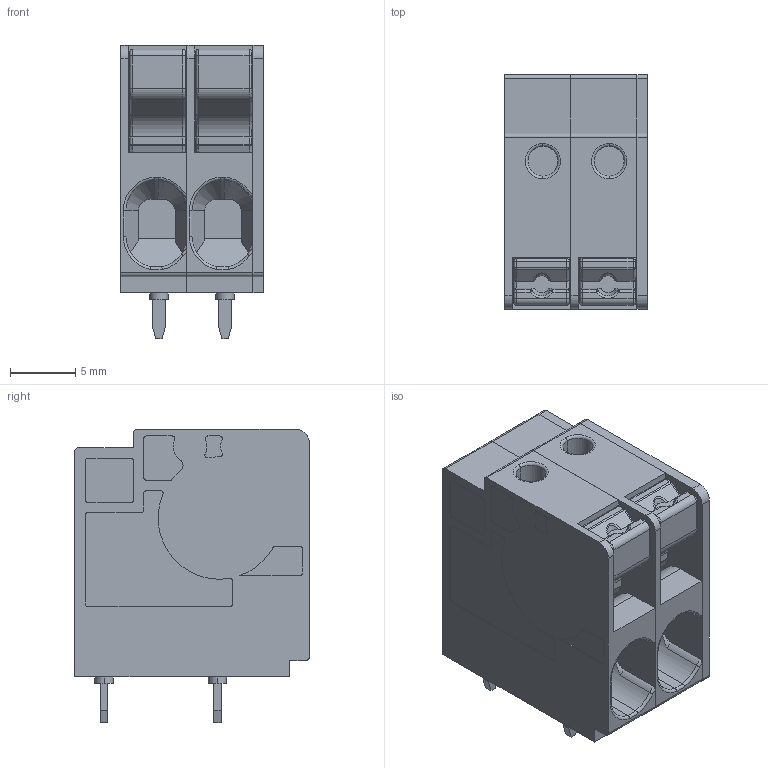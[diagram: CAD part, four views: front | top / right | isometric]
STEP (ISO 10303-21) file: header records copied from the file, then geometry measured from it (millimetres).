
FILE_DESCRIPTION(('Creo Elements/Direct Modeling STEP Export'),'2;1');
FILE_NAME('model.stp','2018-04-20T13:47:34',(''),(''),'Creo Elements/Direct Modeling STEP processor for AP214 (Solid Model)','Creo Elements/Direct Modeling 18.1I 14-Aug-2016 (C) Parametric Technology GmbH','');
FILE_SCHEMA(('AUTOMOTIVE_DESIGN { 1 0 10303 214 1 1 1 1 }'));
Length unit declared in the file: millimetre
Products named in the file (10): DK_TDPT_2_5_SP; PK_TDPT_2_5_SP_ENDGEH; LP_TDPT_2_5_SP_DRST_hinten; AC_TDPT_2_5_SP_pusher; LP_TDPT_2_5_SP_DRST_vorne; Bohrloch; TDPT_2.5-SP-5.08_GEH1; PK_TDPT_2_5_SP_GEH; TDPT_2.5-SP-5.08_GEH2; TDPT_2.5_2_SP_5.08
Assembly tree (15 placements, depth 3):
  TDPT_2.5_2_SP_5.08
    TDPT_2.5-SP-5.08_GEH2
      Bohrloch  x2
      LP_TDPT_2_5_SP_DRST_vorne
      LP_TDPT_2_5_SP_DRST_hinten
      AC_TDPT_2_5_SP_pusher
      PK_TDPT_2_5_SP_GEH
    TDPT_2.5-SP-5.08_GEH1
      Bohrloch  x2
      LP_TDPT_2_5_SP_DRST_vorne
      AC_TDPT_2_5_SP_pusher
      LP_TDPT_2_5_SP_DRST_hinten
      PK_TDPT_2_5_SP_ENDGEH
    DK_TDPT_2_5_SP
Bounding box: 10.96 x 18 x 22.5 mm (x, y, z)
Volume: 2868.4 mm3; surface area: 4449.3 mm2
Topology: 13 solids, 13 shells, 1563 faces, 4259 edges, 2800 vertices
Faces by surface type: plane 1011, cylinder 286, torus 190, extrusion 34, bspline 18, sphere 16, cone 8
Entity records: 60729 total; most frequent: CARTESIAN_POINT 12608, ORIENTED_EDGE 8000, DIRECTION 6982, EDGE_CURVE 4000, VECTOR 2884, LINE 2850, VERTEX_POINT 2656, AXIS2_PLACEMENT_3D 2049
